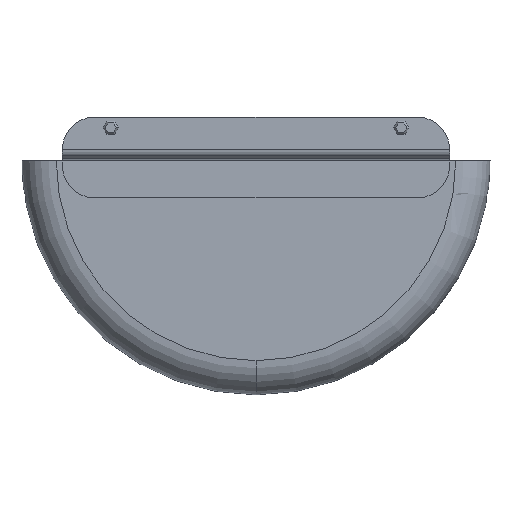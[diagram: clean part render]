
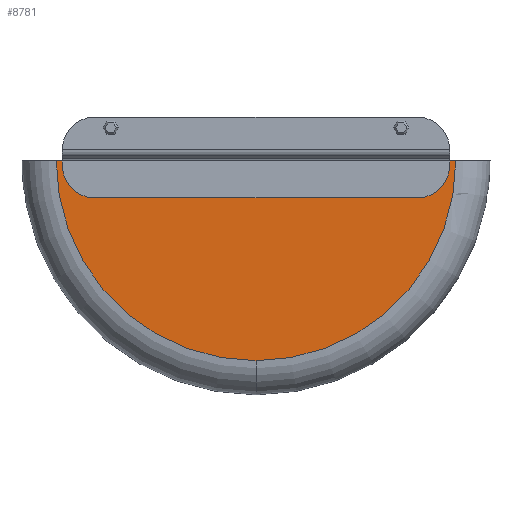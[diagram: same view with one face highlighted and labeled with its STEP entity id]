
A CAD part, left-side view. The second image highlights one B-rep face of the part: STEP entity #8781.
In plain terms, the highlighted planar face has unit normal (-1, 0, 0).
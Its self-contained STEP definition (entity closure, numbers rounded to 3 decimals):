
#124 = DIRECTION ( 'NONE',  ( 0., 0., -1. ) ) ;
#238 = EDGE_CURVE ( 'NONE', #8400, #14600, #14423, .T. ) ;
#677 = DIRECTION ( 'NONE',  ( 0., 0., -1. ) ) ;
#766 = VERTEX_POINT ( 'NONE', #14660 ) ;
#832 = AXIS2_PLACEMENT_3D ( 'NONE', #10613, #837, #677 ) ;
#837 = DIRECTION ( 'NONE',  ( -1., 0., 0. ) ) ;
#960 = CARTESIAN_POINT ( 'NONE',  ( -21.2, 100., -22.929 ) ) ;
#1086 = VERTEX_POINT ( 'NONE', #11877 ) ;
#1371 = ORIENTED_EDGE ( 'NONE', *, *, #5730, .T. ) ;
#1543 = ORIENTED_EDGE ( 'NONE', *, *, #3940, .F. ) ;
#1876 = EDGE_CURVE ( 'NONE', #5162, #1086, #6589, .T. ) ;
#2137 = CARTESIAN_POINT ( 'NONE',  ( -21.2, -123.8, 0. ) ) ;
#2168 = ORIENTED_EDGE ( 'NONE', *, *, #12435, .F. ) ;
#2195 = CARTESIAN_POINT ( 'NONE',  ( -21.2, -100., -22.929 ) ) ;
#2237 = DIRECTION ( 'NONE',  ( -1., 0., 0. ) ) ;
#2311 = DIRECTION ( 'NONE',  ( 0., 0., -1. ) ) ;
#2398 = CARTESIAN_POINT ( 'NONE',  ( -21.2, 145., 0. ) ) ;
#2550 = CARTESIAN_POINT ( 'NONE',  ( -21.2, 123.8, 0. ) ) ;
#2829 = CIRCLE ( 'NONE', #15593, 20. ) ;
#2873 = DIRECTION ( 'NONE',  ( 0., 0., -1. ) ) ;
#2929 = CARTESIAN_POINT ( 'NONE',  ( -21.2, 145., 0. ) ) ;
#3037 = CARTESIAN_POINT ( 'NONE',  ( -21.2, 120., 0. ) ) ;
#3453 = ORIENTED_EDGE ( 'NONE', *, *, #12509, .T. ) ;
#3690 = EDGE_CURVE ( 'NONE', #8400, #5162, #14166, .T. ) ;
#3741 = EDGE_LOOP ( 'NONE', ( #15403, #5996, #14607, #1371, #2168, #12476, #3453, #1543, #5591 ) ) ;
#3816 = DIRECTION ( 'NONE',  ( 0., 0., -1. ) ) ;
#3889 = VERTEX_POINT ( 'NONE', #960 ) ;
#3940 = EDGE_CURVE ( 'NONE', #3889, #7331, #13367, .T. ) ;
#4528 = AXIS2_PLACEMENT_3D ( 'NONE', #13912, #13759, #3816 ) ;
#5162 = VERTEX_POINT ( 'NONE', #3037 ) ;
#5368 = VECTOR ( 'NONE', #12210, 1000. ) ;
#5591 = ORIENTED_EDGE ( 'NONE', *, *, #14966, .T. ) ;
#5730 = EDGE_CURVE ( 'NONE', #14600, #7304, #11790, .T. ) ;
#5996 = ORIENTED_EDGE ( 'NONE', *, *, #3690, .F. ) ;
#6373 = CARTESIAN_POINT ( 'NONE',  ( -21.2, -120., -2.929 ) ) ;
#6589 = LINE ( 'NONE', #14874, #8514 ) ;
#7304 = VERTEX_POINT ( 'NONE', #2137 ) ;
#7331 = VERTEX_POINT ( 'NONE', #2195 ) ;
#7738 = CARTESIAN_POINT ( 'NONE',  ( -21.2, -120., -22.929 ) ) ;
#8291 = VECTOR ( 'NONE', #11140, 1000. ) ;
#8400 = VERTEX_POINT ( 'NONE', #2550 ) ;
#8514 = VECTOR ( 'NONE', #14820, 1000. ) ;
#8585 = DIRECTION ( 'NONE',  ( 1., 0., 0. ) ) ;
#8743 = AXIS2_PLACEMENT_3D ( 'NONE', #12473, #8585, #2311 ) ;
#8781 = ADVANCED_FACE ( 'NONE', ( #14224 ), #16017, .F. ) ;
#9688 = CARTESIAN_POINT ( 'NONE',  ( -21.2, 120., -22.929 ) ) ;
#9980 = VERTEX_POINT ( 'NONE', #6373 ) ;
#10348 = DIRECTION ( 'NONE',  ( 0., -1., 0. ) ) ;
#10613 = CARTESIAN_POINT ( 'NONE',  ( -21.2, 0., 0. ) ) ;
#11140 = DIRECTION ( 'NONE',  ( 0., -1., 0. ) ) ;
#11198 = DIRECTION ( 'NONE',  ( 0., 0., -1. ) ) ;
#11790 = CIRCLE ( 'NONE', #832, 123.8 ) ;
#11877 = CARTESIAN_POINT ( 'NONE',  ( -21.2, 120., -2.929 ) ) ;
#12210 = DIRECTION ( 'NONE',  ( 0., -1., 0. ) ) ;
#12435 = EDGE_CURVE ( 'NONE', #766, #7304, #14370, .T. ) ;
#12473 = CARTESIAN_POINT ( 'NONE',  ( -21.2, 0., 0. ) ) ;
#12476 = ORIENTED_EDGE ( 'NONE', *, *, #13514, .T. ) ;
#12509 = EDGE_CURVE ( 'NONE', #9980, #7331, #2829, .T. ) ;
#12971 = VECTOR ( 'NONE', #2873, 1000. ) ;
#13367 = LINE ( 'NONE', #9688, #5368 ) ;
#13514 = EDGE_CURVE ( 'NONE', #766, #9980, #14716, .T. ) ;
#13539 = CIRCLE ( 'NONE', #4528, 20. ) ;
#13603 = CARTESIAN_POINT ( 'NONE',  ( -21.2, -100., -2.929 ) ) ;
#13759 = DIRECTION ( 'NONE',  ( 1., 0., 0. ) ) ;
#13912 = CARTESIAN_POINT ( 'NONE',  ( -21.2, 100., -2.929 ) ) ;
#13963 = VECTOR ( 'NONE', #10348, 1000. ) ;
#14166 = LINE ( 'NONE', #2929, #13963 ) ;
#14224 = FACE_OUTER_BOUND ( 'NONE', #3741, .T. ) ;
#14366 = CARTESIAN_POINT ( 'NONE',  ( -21.2, 0., -123.8 ) ) ;
#14370 = LINE ( 'NONE', #2398, #8291 ) ;
#14423 = CIRCLE ( 'NONE', #15942, 123.8 ) ;
#14600 = VERTEX_POINT ( 'NONE', #14366 ) ;
#14607 = ORIENTED_EDGE ( 'NONE', *, *, #238, .T. ) ;
#14660 = CARTESIAN_POINT ( 'NONE',  ( -21.2, -120., 0. ) ) ;
#14680 = CARTESIAN_POINT ( 'NONE',  ( -21.2, 0., 0. ) ) ;
#14716 = LINE ( 'NONE', #7738, #12971 ) ;
#14820 = DIRECTION ( 'NONE',  ( 0., 0., -1. ) ) ;
#14874 = CARTESIAN_POINT ( 'NONE',  ( -21.2, 120., -22.929 ) ) ;
#14966 = EDGE_CURVE ( 'NONE', #3889, #1086, #13539, .T. ) ;
#15403 = ORIENTED_EDGE ( 'NONE', *, *, #1876, .F. ) ;
#15593 = AXIS2_PLACEMENT_3D ( 'NONE', #13603, #16105, #11198 ) ;
#15942 = AXIS2_PLACEMENT_3D ( 'NONE', #14680, #2237, #124 ) ;
#16017 = PLANE ( 'NONE',  #8743 ) ;
#16105 = DIRECTION ( 'NONE',  ( 1., 0., 0. ) ) ;
